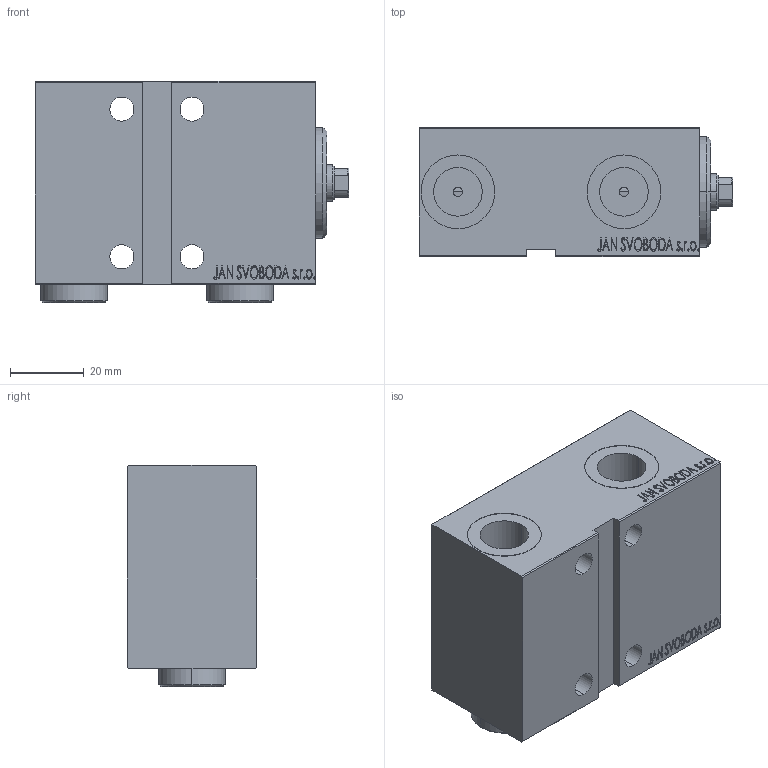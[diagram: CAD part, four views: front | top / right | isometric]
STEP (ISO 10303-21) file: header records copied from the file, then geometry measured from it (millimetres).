
FILE_DESCRIPTION (( 'STEP AP203' ), '1' );
FILE_NAME ('c63e.STEP', '2024-02-12T09:15:47', ( '' ), ( '' ), 'SwSTEP 2.0', 'SolidWorks 2019', '' );
FILE_SCHEMA (( 'CONFIG_CONTROL_DESIGN' ));
Length unit declared in the file: millimetre
Products named in the file (5): V450CM_E_Body a0b13f2224d0bf1eaa1d9cb5ca946589; Zatka_OIL_PORT a0b13f2224d0bf1eaa1d9cb5ca946589; c63e; V450CM_VC_B a0b13f2224d0bf1eaa1d9cb5ca946589; V450CM_E_VCP a0b13f2224d0bf1eaa1d9cb5ca946589
Assembly tree (5 placements, depth 2):
  c63e
    V450CM_E_Body a0b13f2224d0bf1eaa1d9cb5ca946589
    V450CM_E_VCP a0b13f2224d0bf1eaa1d9cb5ca946589
    V450CM_VC_B a0b13f2224d0bf1eaa1d9cb5ca946589
    Zatka_OIL_PORT a0b13f2224d0bf1eaa1d9cb5ca946589  x2
Bounding box: 85 x 35 x 59.9 mm (x, y, z)
Volume: 133610.3 mm3; surface area: 35390.1 mm2
Topology: 5 solids, 5 shells, 913 faces, 2328 edges, 1537 vertices
Faces by surface type: plane 445, bspline 380, cylinder 70, cone 18
Entity records: 44491 total; most frequent: CARTESIAN_POINT 24721, ORIENTED_EDGE 4572, DIRECTION 2700, EDGE_CURVE 2286, VERTEX_POINT 1513, LINE 1364, VECTOR 1364, EDGE_LOOP 1025
